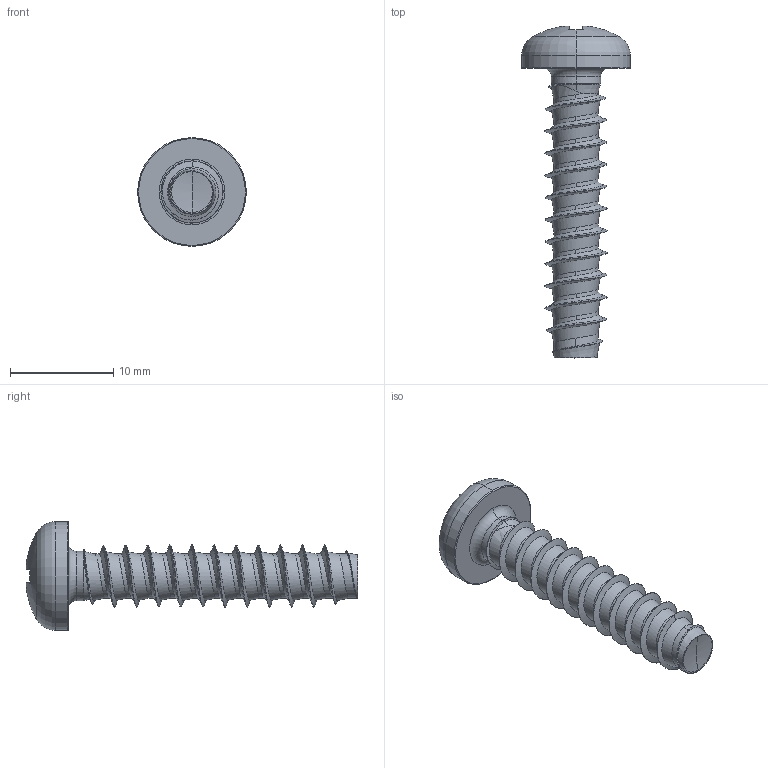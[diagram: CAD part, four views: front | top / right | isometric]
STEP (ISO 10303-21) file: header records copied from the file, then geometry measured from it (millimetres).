
FILE_DESCRIPTION (( 'STEP AP203' ), '1' );
FILE_NAME ('STP220600280.STEP', '2020-09-03T16:31:51', ( '' ), ( '' ), 'SwSTEP 2.0', 'SolidWorks 2015', '' );
FILE_SCHEMA (( 'CONFIG_CONTROL_DESIGN' ));
Length unit declared in the file: millimetre
Products named in the file (2): STP220600280
Bounding box: 10.5 x 32.1 x 10.5 mm (x, y, z)
Volume: 721.3 mm3; surface area: 892 mm2
Topology: 1 solids, 1 shells, 200 faces, 487 edges, 289 vertices
Faces by surface type: bspline 55, cylinder 50, torus 36, plane 30, sphere 20, cone 9
Entity records: 26421 total; most frequent: CARTESIAN_POINT 22132, ORIENTED_EDGE 970, DIRECTION 765, EDGE_CURVE 485, AXIS2_PLACEMENT_3D 335, VERTEX_POINT 289, EDGE_LOOP 202, ADVANCED_FACE 200
